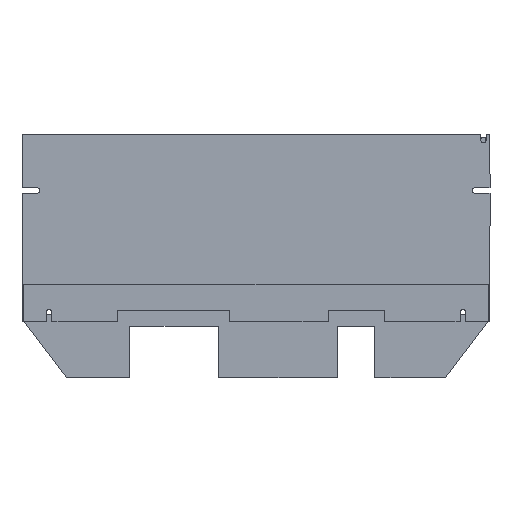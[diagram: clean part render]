
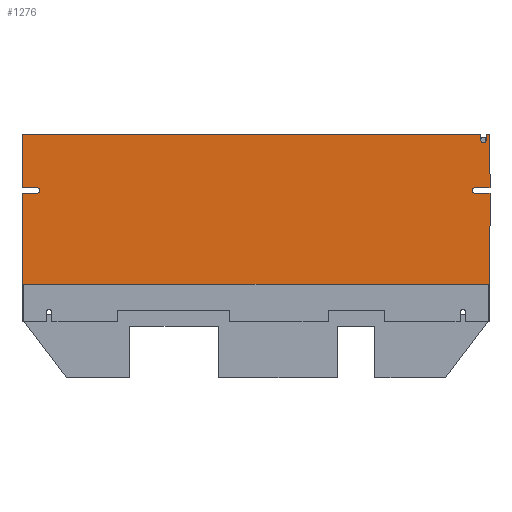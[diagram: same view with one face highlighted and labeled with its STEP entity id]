
A CAD part, front view. The second image highlights one B-rep face of the part: STEP entity #1276.
In plain terms, the highlighted planar face has unit normal (0, -1, 0).
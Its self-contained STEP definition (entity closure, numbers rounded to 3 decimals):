
#272=CIRCLE('',#1412,3.);
#273=CIRCLE('',#1413,3.);
#274=CIRCLE('',#1414,3.);
#275=CIRCLE('',#1415,3.);
#276=CIRCLE('',#1416,3.);
#418=ORIENTED_EDGE('',*,*,#657,.F.);
#419=ORIENTED_EDGE('',*,*,#654,.T.);
#420=ORIENTED_EDGE('',*,*,#628,.T.);
#421=ORIENTED_EDGE('',*,*,#658,.F.);
#422=ORIENTED_EDGE('',*,*,#659,.F.);
#423=ORIENTED_EDGE('',*,*,#660,.F.);
#424=ORIENTED_EDGE('',*,*,#661,.T.);
#425=ORIENTED_EDGE('',*,*,#648,.T.);
#426=ORIENTED_EDGE('',*,*,#662,.F.);
#427=ORIENTED_EDGE('',*,*,#663,.F.);
#428=ORIENTED_EDGE('',*,*,#664,.F.);
#429=ORIENTED_EDGE('',*,*,#635,.T.);
#430=ORIENTED_EDGE('',*,*,#665,.T.);
#431=ORIENTED_EDGE('',*,*,#666,.T.);
#432=ORIENTED_EDGE('',*,*,#667,.T.);
#433=ORIENTED_EDGE('',*,*,#631,.T.);
#434=ORIENTED_EDGE('',*,*,#668,.T.);
#435=ORIENTED_EDGE('',*,*,#669,.T.);
#436=ORIENTED_EDGE('',*,*,#670,.T.);
#437=ORIENTED_EDGE('',*,*,#638,.T.);
#438=ORIENTED_EDGE('',*,*,#671,.T.);
#439=ORIENTED_EDGE('',*,*,#672,.T.);
#440=ORIENTED_EDGE('',*,*,#673,.T.);
#441=ORIENTED_EDGE('',*,*,#645,.T.);
#442=ORIENTED_EDGE('',*,*,#674,.T.);
#443=ORIENTED_EDGE('',*,*,#675,.F.);
#444=ORIENTED_EDGE('',*,*,#676,.F.);
#445=ORIENTED_EDGE('',*,*,#677,.F.);
#446=ORIENTED_EDGE('',*,*,#650,.T.);
#447=ORIENTED_EDGE('',*,*,#678,.T.);
#448=ORIENTED_EDGE('',*,*,#679,.F.);
#449=ORIENTED_EDGE('',*,*,#680,.F.);
#628=EDGE_CURVE('',#759,#758,#864,.T.);
#631=EDGE_CURVE('',#762,#760,#867,.T.);
#635=EDGE_CURVE('',#766,#764,#871,.T.);
#638=EDGE_CURVE('',#768,#769,#874,.T.);
#645=EDGE_CURVE('',#773,#775,#881,.T.);
#648=EDGE_CURVE('',#779,#778,#884,.T.);
#650=EDGE_CURVE('',#780,#781,#886,.T.);
#654=EDGE_CURVE('',#784,#759,#890,.T.);
#657=EDGE_CURVE('',#784,#786,#893,.T.);
#658=EDGE_CURVE('',#787,#758,#894,.T.);
#659=EDGE_CURVE('',#788,#787,#272,.T.);
#660=EDGE_CURVE('',#789,#788,#895,.T.);
#661=EDGE_CURVE('',#789,#779,#896,.T.);
#662=EDGE_CURVE('',#790,#778,#897,.T.);
#663=EDGE_CURVE('',#791,#790,#273,.T.);
#664=EDGE_CURVE('',#766,#791,#898,.T.);
#665=EDGE_CURVE('',#764,#792,#899,.T.);
#666=EDGE_CURVE('',#792,#793,#900,.T.);
#667=EDGE_CURVE('',#793,#762,#901,.T.);
#668=EDGE_CURVE('',#760,#794,#902,.T.);
#669=EDGE_CURVE('',#794,#795,#903,.T.);
#670=EDGE_CURVE('',#795,#768,#904,.T.);
#671=EDGE_CURVE('',#769,#796,#905,.T.);
#672=EDGE_CURVE('',#796,#797,#274,.F.);
#673=EDGE_CURVE('',#797,#773,#906,.T.);
#674=EDGE_CURVE('',#775,#798,#907,.T.);
#675=EDGE_CURVE('',#799,#798,#908,.T.);
#676=EDGE_CURVE('',#800,#799,#275,.T.);
#677=EDGE_CURVE('',#780,#800,#909,.T.);
#678=EDGE_CURVE('',#781,#801,#910,.T.);
#679=EDGE_CURVE('',#802,#801,#911,.T.);
#680=EDGE_CURVE('',#786,#802,#276,.T.);
#758=VERTEX_POINT('',#2052);
#759=VERTEX_POINT('',#2054);
#760=VERTEX_POINT('',#2058);
#762=VERTEX_POINT('',#2061);
#764=VERTEX_POINT('',#2067);
#766=VERTEX_POINT('',#2070);
#768=VERTEX_POINT('',#2076);
#769=VERTEX_POINT('',#2077);
#773=VERTEX_POINT('',#2086);
#775=VERTEX_POINT('',#2090);
#778=VERTEX_POINT('',#2097);
#779=VERTEX_POINT('',#2099);
#780=VERTEX_POINT('',#2103);
#781=VERTEX_POINT('',#2104);
#784=VERTEX_POINT('',#2112);
#786=VERTEX_POINT('',#2118);
#787=VERTEX_POINT('',#2120);
#788=VERTEX_POINT('',#2122);
#789=VERTEX_POINT('',#2124);
#790=VERTEX_POINT('',#2127);
#791=VERTEX_POINT('',#2129);
#792=VERTEX_POINT('',#2132);
#793=VERTEX_POINT('',#2134);
#794=VERTEX_POINT('',#2137);
#795=VERTEX_POINT('',#2139);
#796=VERTEX_POINT('',#2142);
#797=VERTEX_POINT('',#2144);
#798=VERTEX_POINT('',#2147);
#799=VERTEX_POINT('',#2149);
#800=VERTEX_POINT('',#2151);
#801=VERTEX_POINT('',#2154);
#802=VERTEX_POINT('',#2156);
#864=LINE('',#2053,#992);
#867=LINE('',#2060,#995);
#871=LINE('',#2069,#999);
#874=LINE('',#2075,#1002);
#881=LINE('',#2091,#1009);
#884=LINE('',#2098,#1012);
#886=LINE('',#2102,#1014);
#890=LINE('',#2111,#1018);
#893=LINE('',#2117,#1021);
#894=LINE('',#2119,#1022);
#895=LINE('',#2123,#1023);
#896=LINE('',#2125,#1024);
#897=LINE('',#2126,#1025);
#898=LINE('',#2130,#1026);
#899=LINE('',#2131,#1027);
#900=LINE('',#2133,#1028);
#901=LINE('',#2135,#1029);
#902=LINE('',#2136,#1030);
#903=LINE('',#2138,#1031);
#904=LINE('',#2140,#1032);
#905=LINE('',#2141,#1033);
#906=LINE('',#2145,#1034);
#907=LINE('',#2146,#1035);
#908=LINE('',#2148,#1036);
#909=LINE('',#2152,#1037);
#910=LINE('',#2153,#1038);
#911=LINE('',#2155,#1039);
#992=VECTOR('',#1654,1000.);
#995=VECTOR('',#1659,1000.);
#999=VECTOR('',#1665,1000.);
#1002=VECTOR('',#1670,1000.);
#1009=VECTOR('',#1679,1000.);
#1012=VECTOR('',#1684,1000.);
#1014=VECTOR('',#1688,1000.);
#1018=VECTOR('',#1694,1000.);
#1021=VECTOR('',#1699,1000.);
#1022=VECTOR('',#1700,1000.);
#1023=VECTOR('',#1703,1000.);
#1024=VECTOR('',#1704,1000.);
#1025=VECTOR('',#1705,1000.);
#1026=VECTOR('',#1708,1000.);
#1027=VECTOR('',#1709,1000.);
#1028=VECTOR('',#1710,1000.);
#1029=VECTOR('',#1711,1000.);
#1030=VECTOR('',#1712,1000.);
#1031=VECTOR('',#1713,1000.);
#1032=VECTOR('',#1714,1000.);
#1033=VECTOR('',#1715,1000.);
#1034=VECTOR('',#1718,1000.);
#1035=VECTOR('',#1719,1000.);
#1036=VECTOR('',#1720,1000.);
#1037=VECTOR('',#1723,1000.);
#1038=VECTOR('',#1724,1000.);
#1039=VECTOR('',#1725,1000.);
#1112=EDGE_LOOP('',(#418,#419,#420,#421,#422,#423,#424,#425,#426,#427,#428,
#429,#430,#431,#432,#433,#434,#435,#436,#437,#438,#439,#440,#441,#442,#443,
#444,#445,#446,#447,#448,#449));
#1174=FACE_BOUND('',#1112,.T.);
#1226=PLANE('',#1411);
#1276=ADVANCED_FACE('',(#1174),#1226,.T.);
#1411=AXIS2_PLACEMENT_3D('',#2116,#1697,#1698);
#1412=AXIS2_PLACEMENT_3D('',#2121,#1701,#1702);
#1413=AXIS2_PLACEMENT_3D('',#2128,#1706,#1707);
#1414=AXIS2_PLACEMENT_3D('',#2143,#1716,#1717);
#1415=AXIS2_PLACEMENT_3D('',#2150,#1721,#1722);
#1416=AXIS2_PLACEMENT_3D('',#2157,#1726,#1727);
#1654=DIRECTION('',(0.,0.,-1.));
#1659=DIRECTION('',(1.,0.,0.));
#1665=DIRECTION('',(1.,0.,0.));
#1670=DIRECTION('',(1.,0.,0.));
#1679=DIRECTION('',(1.,0.,0.));
#1684=DIRECTION('',(1.,0.,0.));
#1688=DIRECTION('',(0.,0.,1.));
#1694=DIRECTION('',(-1.,0.,0.));
#1697=DIRECTION('',(0.,-1.,0.));
#1698=DIRECTION('',(0.,0.,-1.));
#1699=DIRECTION('',(0.,0.,-1.));
#1700=DIRECTION('',(-1.,0.,0.));
#1701=DIRECTION('',(0.,-1.,0.));
#1702=DIRECTION('',(0.,0.,-1.));
#1703=DIRECTION('',(1.,0.,0.));
#1704=DIRECTION('',(0.,0.,-1.));
#1705=DIRECTION('',(0.,0.,-1.));
#1706=DIRECTION('',(0.,-1.,0.));
#1707=DIRECTION('',(0.,0.,-1.));
#1708=DIRECTION('',(0.,0.,1.));
#1709=DIRECTION('',(0.,0.,1.));
#1710=DIRECTION('',(1.,0.,0.));
#1711=DIRECTION('',(0.,0.,-1.));
#1712=DIRECTION('',(0.,0.,1.));
#1713=DIRECTION('',(1.,0.,0.));
#1714=DIRECTION('',(0.,0.,-1.));
#1715=DIRECTION('',(0.,0.,1.));
#1716=DIRECTION('',(0.,-1.,0.));
#1717=DIRECTION('',(0.,0.,-1.));
#1718=DIRECTION('',(0.,0.,-1.));
#1719=DIRECTION('',(0.,0.,1.));
#1720=DIRECTION('',(1.,0.,0.));
#1721=DIRECTION('',(0.,-1.,0.));
#1722=DIRECTION('',(0.,0.,-1.));
#1723=DIRECTION('',(-1.,0.,0.));
#1724=DIRECTION('',(-1.,0.,0.));
#1725=DIRECTION('',(0.,0.,1.));
#1726=DIRECTION('',(0.,-1.,0.));
#1727=DIRECTION('',(0.,0.,-1.));
#2052=CARTESIAN_POINT('',(0.,-2.,143.));
#2053=CARTESIAN_POINT('',(0.,-2.,200.));
#2054=CARTESIAN_POINT('',(0.,-2.,200.));
#2058=CARTESIAN_POINT('',(327.,-2.,0.));
#2060=CARTESIAN_POINT('',(0.,-2.,0.));
#2061=CARTESIAN_POINT('',(222.,-2.,0.));
#2067=CARTESIAN_POINT('',(102.,-2.,0.));
#2069=CARTESIAN_POINT('',(0.,-2.,0.));
#2070=CARTESIAN_POINT('',(32.,-2.,0.));
#2075=CARTESIAN_POINT('',(0.,-2.,0.));
#2076=CARTESIAN_POINT('',(387.,-2.,0.));
#2077=CARTESIAN_POINT('',(468.,-2.,0.));
#2086=CARTESIAN_POINT('',(474.,-2.,0.));
#2090=CARTESIAN_POINT('',(500.,-2.,0.));
#2091=CARTESIAN_POINT('',(0.,-2.,0.));
#2097=CARTESIAN_POINT('',(26.,-2.,0.));
#2098=CARTESIAN_POINT('',(0.,-2.,0.));
#2099=CARTESIAN_POINT('',(0.,-2.,0.));
#2102=CARTESIAN_POINT('',(500.,-2.,0.));
#2103=CARTESIAN_POINT('',(500.,-2.,143.));
#2104=CARTESIAN_POINT('',(500.,-2.,200.));
#2111=CARTESIAN_POINT('',(500.,-2.,200.));
#2112=CARTESIAN_POINT('',(490.,-2.,200.));
#2116=CARTESIAN_POINT('',(0.,-2.,0.));
#2117=CARTESIAN_POINT('',(490.,-2.,0.));
#2118=CARTESIAN_POINT('',(490.,-2.,194.));
#2119=CARTESIAN_POINT('',(0.,-2.,143.));
#2120=CARTESIAN_POINT('',(16.,-2.,143.));
#2121=CARTESIAN_POINT('',(16.,-2.,140.));
#2122=CARTESIAN_POINT('',(16.,-2.,137.));
#2123=CARTESIAN_POINT('',(0.,-2.,137.));
#2124=CARTESIAN_POINT('',(0.,-2.,137.));
#2125=CARTESIAN_POINT('',(0.,-2.,200.));
#2126=CARTESIAN_POINT('',(26.,-2.,0.));
#2127=CARTESIAN_POINT('',(26.,-2.,10.));
#2128=CARTESIAN_POINT('',(29.,-2.,10.));
#2129=CARTESIAN_POINT('',(32.,-2.,10.));
#2130=CARTESIAN_POINT('',(32.,-2.,0.));
#2131=CARTESIAN_POINT('',(102.,-2.,0.));
#2132=CARTESIAN_POINT('',(102.,-2.,12.));
#2133=CARTESIAN_POINT('',(0.,-2.,12.));
#2134=CARTESIAN_POINT('',(222.,-2.,12.));
#2135=CARTESIAN_POINT('',(222.,-2.,0.));
#2136=CARTESIAN_POINT('',(327.,-2.,0.));
#2137=CARTESIAN_POINT('',(327.,-2.,12.));
#2138=CARTESIAN_POINT('',(0.,-2.,12.));
#2139=CARTESIAN_POINT('',(387.,-2.,12.));
#2140=CARTESIAN_POINT('',(387.,-2.,0.));
#2141=CARTESIAN_POINT('',(468.,-2.,0.));
#2142=CARTESIAN_POINT('',(468.,-2.,10.));
#2143=CARTESIAN_POINT('',(471.,-2.,10.));
#2144=CARTESIAN_POINT('',(474.,-2.,10.));
#2145=CARTESIAN_POINT('',(474.,-2.,0.));
#2146=CARTESIAN_POINT('',(500.,-2.,0.));
#2147=CARTESIAN_POINT('',(500.,-2.,137.));
#2148=CARTESIAN_POINT('',(0.,-2.,137.));
#2149=CARTESIAN_POINT('',(484.,-2.,137.));
#2150=CARTESIAN_POINT('',(484.,-2.,140.));
#2151=CARTESIAN_POINT('',(484.,-2.,143.));
#2152=CARTESIAN_POINT('',(0.,-2.,143.));
#2153=CARTESIAN_POINT('',(500.,-2.,200.));
#2154=CARTESIAN_POINT('',(496.,-2.,200.));
#2155=CARTESIAN_POINT('',(496.,-2.,0.));
#2156=CARTESIAN_POINT('',(496.,-2.,194.));
#2157=CARTESIAN_POINT('',(493.,-2.,194.));
